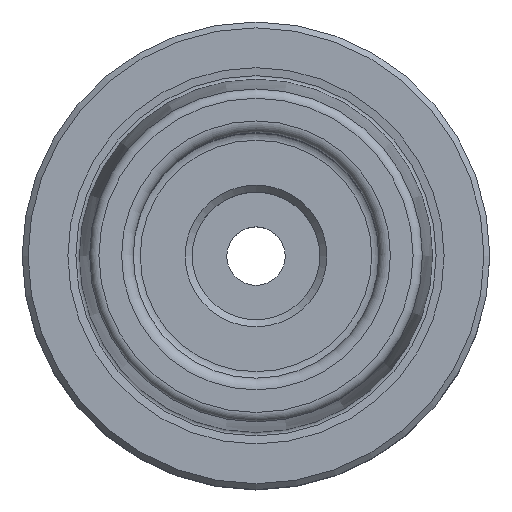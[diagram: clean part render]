
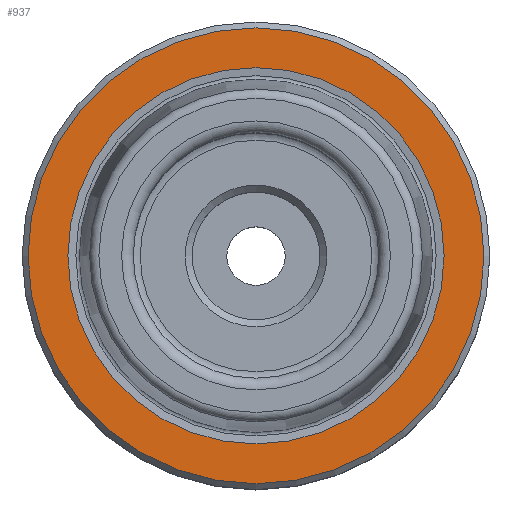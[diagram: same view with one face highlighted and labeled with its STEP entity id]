
A CAD part, top view. The second image highlights one B-rep face of the part: STEP entity #937.
In plain terms, the highlighted planar face has unit normal (0, 0, 1).
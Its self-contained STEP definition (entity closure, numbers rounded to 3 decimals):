
#123=ORIENTED_EDGE('',*,*,#200,.T.);
#124=ORIENTED_EDGE('',*,*,#199,.F.);
#199=EDGE_CURVE('',#251,#251,#303,.T.);
#200=EDGE_CURVE('',#252,#252,#304,.T.);
#251=VERTEX_POINT('',#1374);
#252=VERTEX_POINT('',#1377);
#303=CIRCLE('',#1026,16.094);
#304=CIRCLE('',#1028,19.5);
#383=EDGE_LOOP('',(#123));
#384=EDGE_LOOP('',(#124));
#487=FACE_BOUND('',#383,.T.);
#488=FACE_BOUND('',#384,.T.);
#537=PLANE('',#1027);
#937=ADVANCED_FACE('',(#487,#488),#537,.T.);
#1026=AXIS2_PLACEMENT_3D('',#1373,#1194,#1195);
#1027=AXIS2_PLACEMENT_3D('',#1375,#1196,#1197);
#1028=AXIS2_PLACEMENT_3D('',#1376,#1198,#1199);
#1194=DIRECTION('',(0.,0.,1.));
#1195=DIRECTION('',(1.,0.,0.));
#1196=DIRECTION('',(0.,0.,1.));
#1197=DIRECTION('',(1.,0.,0.));
#1198=DIRECTION('',(0.,0.,1.));
#1199=DIRECTION('',(1.,0.,0.));
#1373=CARTESIAN_POINT('',(0.,0.,0.));
#1374=CARTESIAN_POINT('',(16.094,0.,0.));
#1375=CARTESIAN_POINT('',(19.5,0.,0.));
#1376=CARTESIAN_POINT('',(0.,0.,0.));
#1377=CARTESIAN_POINT('',(19.5,0.,0.));
